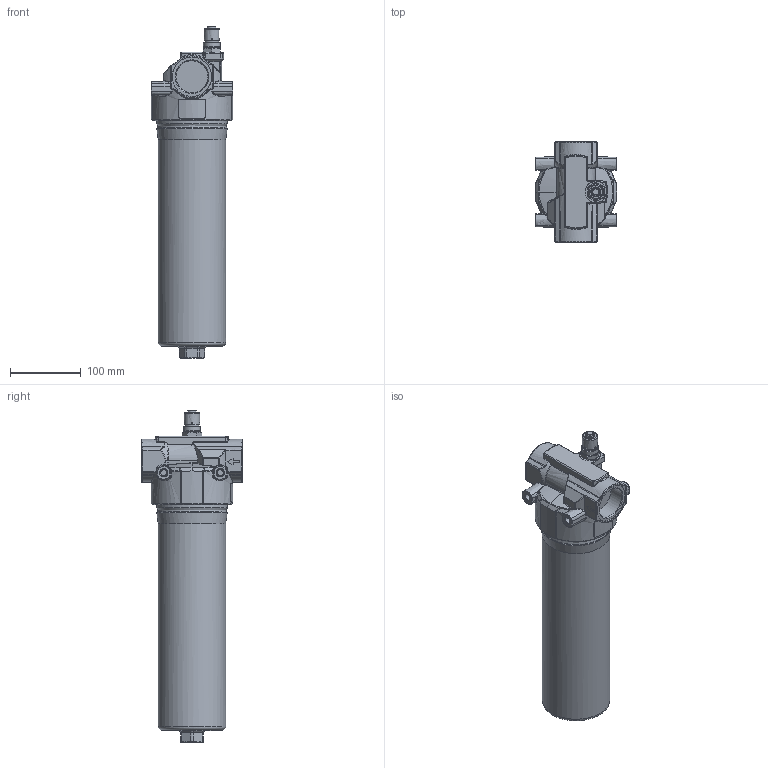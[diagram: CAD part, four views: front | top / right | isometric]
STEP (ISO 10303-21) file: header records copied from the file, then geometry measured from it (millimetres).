
FILE_DESCRIPTION((''),'2;1');
FILE_NAME('34423700_D332-286OD1.stp', '2016-10-25T08:26:58',('User'),('SDRC'),'I-DEAS Master Series 9','UNIX', 'Yes');
FILE_SCHEMA(('AUTOMOTIVE_DESIGN { 1 0 10303 214 1 1 1 1 }'));
Length unit declared in the file: millimetre
Products named in the file (1): 34423700
Bounding box: 116 x 143 x 469.8 mm (x, y, z)
Volume: 3207333.3 mm3; surface area: 171435.8 mm2
Topology: 1 solids, 3 shells, 685 faces, 1631 edges, 941 vertices
Faces by surface type: bspline 685
Entity records: 26228 total; most frequent: CARTESIAN_POINT 17126, ORIENTED_EDGE 3208, EDGE_CURVE 1604, B_SPLINE_CURVE_WITH_KNOTS 984, VERTEX_POINT 941, EDGE_LOOP 701, FACE_OUTER_BOUND 685, ADVANCED_FACE 685
